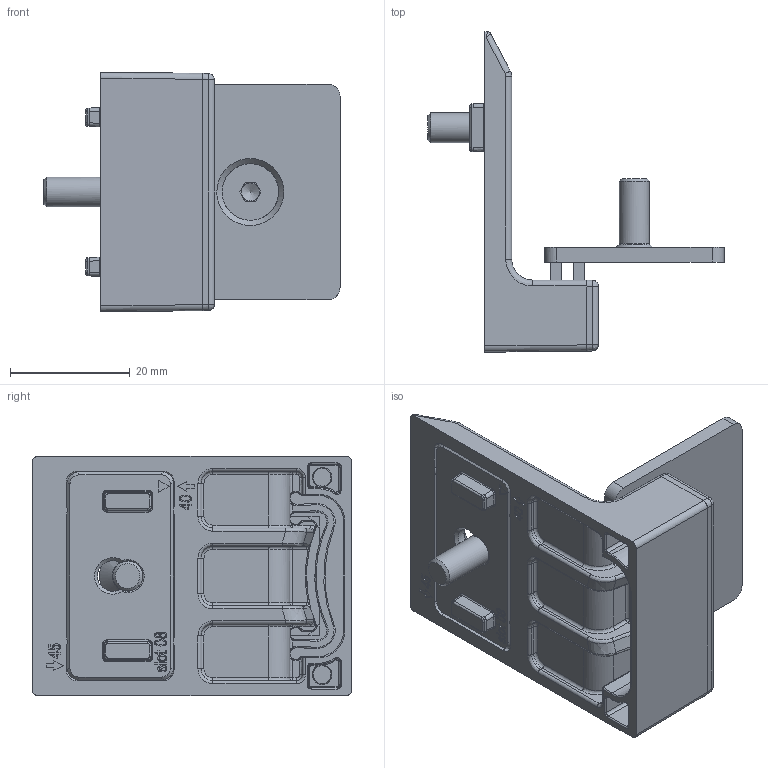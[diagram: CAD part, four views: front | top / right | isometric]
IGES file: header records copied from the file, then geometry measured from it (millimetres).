
Global section: file name: 135446; native system: Autodesk Inventor 2021; preprocessor: unknown; author: Mrówczyńska,,; organization: 11; date: 20230130.134255; units: millimetre
Bounding box: 49.5 x 53.5 x 40 mm (x, y, z)
Volume: 14841 mm3; surface area: 12854.1 mm2
Topology: 1 solids, 5 shells, 915 faces, 2338 edges, 1429 vertices
Faces by surface type: bspline 915
